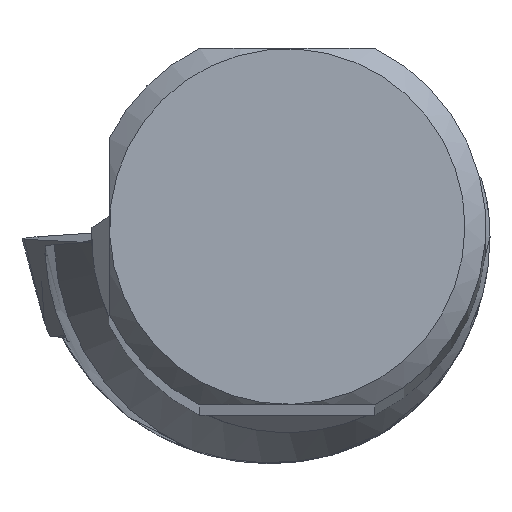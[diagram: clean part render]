
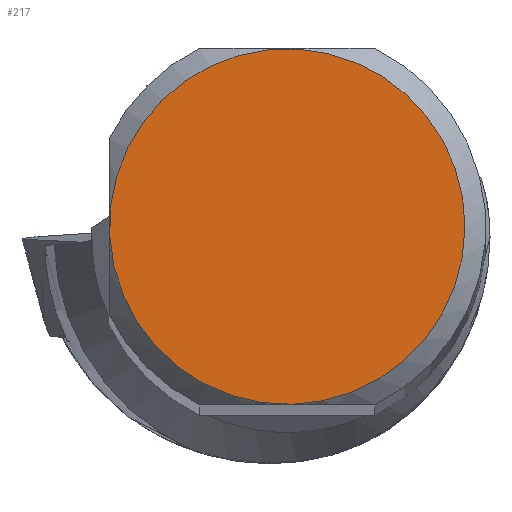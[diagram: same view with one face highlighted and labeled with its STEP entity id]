
A CAD part, top view. The second image highlights one B-rep face of the part: STEP entity #217.
In plain terms, the highlighted planar face has unit normal (0, 0, 1).
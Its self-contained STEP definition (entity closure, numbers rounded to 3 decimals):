
#170=FACE_OUTER_BOUND('',#453,.T.);
#217=ADVANCED_FACE('',(#170),#252,.T.);
#252=PLANE('',#1092);
#453=EDGE_LOOP('',(#588));
#588=ORIENTED_EDGE('',*,*,#899,.T.);
#798=VERTEX_POINT('',#1630);
#899=EDGE_CURVE('',#798,#798,#970,.T.);
#970=CIRCLE('',#1091,4.256);
#1091=AXIS2_PLACEMENT_3D('',#1629,#1273,#1274);
#1092=AXIS2_PLACEMENT_3D('',#1631,#1275,#1276);
#1273=DIRECTION('',(0.,0.,1.));
#1274=DIRECTION('',(1.,0.,0.));
#1275=DIRECTION('',(0.,0.,1.));
#1276=DIRECTION('',(1.,0.,0.));
#1629=CARTESIAN_POINT('',(0.,0.,0.));
#1630=CARTESIAN_POINT('',(4.256,0.,0.));
#1631=CARTESIAN_POINT('',(0.,0.,
0.));
